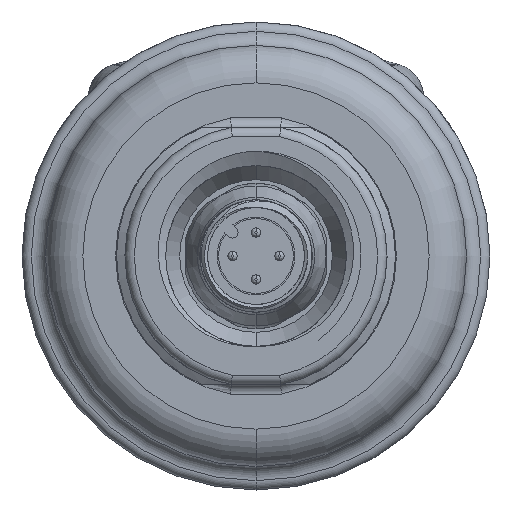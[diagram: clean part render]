
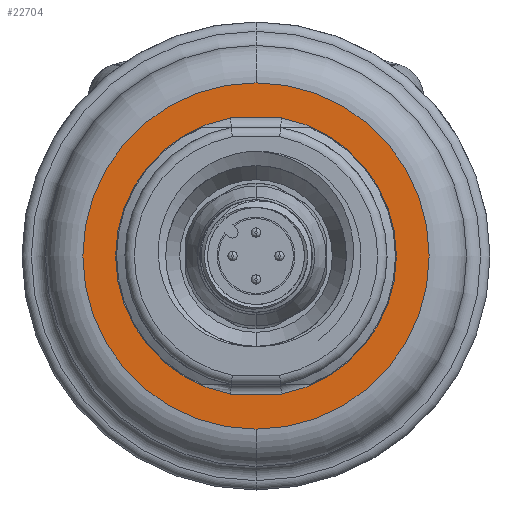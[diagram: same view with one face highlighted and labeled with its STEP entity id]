
A CAD part, front view. The second image highlights one B-rep face of the part: STEP entity #22704.
In plain terms, the highlighted planar face has unit normal (0, -1, 0).
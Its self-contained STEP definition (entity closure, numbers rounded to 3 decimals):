
#3854=CARTESIAN_POINT('',(0.,-3.,0.));
#3855=DIRECTION('',(0.,-1.,0.));
#3856=DIRECTION('',(0.,0.,-1.));
#3857=AXIS2_PLACEMENT_3D('',#3854,#3855,#3856);
#3859=CARTESIAN_POINT('',(0.,-3.,0.));
#3860=DIRECTION('',(0.,-1.,0.));
#3861=DIRECTION('',(0.,0.,1.));
#3862=AXIS2_PLACEMENT_3D('',#3859,#3860,#3861);
#3864=CARTESIAN_POINT('',(0.,-3.,0.));
#3865=DIRECTION('',(0.,-1.,0.));
#3866=DIRECTION('',(-0.182,0.,0.983));
#3867=AXIS2_PLACEMENT_3D('',#3864,#3865,#3866);
#3869=DIRECTION('',(1.,0.,0.));
#3870=VECTOR('',#3869,5.454);
#3871=CARTESIAN_POINT('',(-2.727,-3.,-14.75));
#3872=LINE('',#3871,#3870);
#3873=CARTESIAN_POINT('',(0.,-3.,0.));
#3874=DIRECTION('',(0.,-1.,0.));
#3875=DIRECTION('',(0.182,0.,-0.983));
#3876=AXIS2_PLACEMENT_3D('',#3873,#3874,#3875);
#3878=DIRECTION('',(-1.,0.,0.));
#3879=VECTOR('',#3878,5.454);
#3880=CARTESIAN_POINT('',(2.727,-3.,14.75));
#3881=LINE('',#3880,#3879);
#19268=CARTESIAN_POINT('',(-2.727,-3.,14.75));
#19269=CARTESIAN_POINT('',(-2.727,-3.,-14.75));
#19270=VERTEX_POINT('',#19268);
#19271=VERTEX_POINT('',#19269);
#19276=CARTESIAN_POINT('',(2.727,-3.,-14.75));
#19277=CARTESIAN_POINT('',(2.727,-3.,14.75));
#19278=VERTEX_POINT('',#19276);
#19279=VERTEX_POINT('',#19277);
#19528=CARTESIAN_POINT('',(0.,-3.,-18.5));
#19529=CARTESIAN_POINT('',(0.,-3.,18.5));
#19530=VERTEX_POINT('',#19528);
#19531=VERTEX_POINT('',#19529);
#22684=CARTESIAN_POINT('',(0.,-3.,0.));
#22685=DIRECTION('',(0.,-1.,0.));
#22686=DIRECTION('',(0.,0.,1.));
#22687=AXIS2_PLACEMENT_3D('',#22684,#22685,#22686);
#22688=PLANE('',#22687);
#22690=ORIENTED_EDGE('',*,*,#22689,.F.);
#22692=ORIENTED_EDGE('',*,*,#22691,.F.);
#22693=EDGE_LOOP('',(#22690,#22692));
#22694=FACE_OUTER_BOUND('',#22693,.F.);
#22695=ORIENTED_EDGE('',*,*,#22674,.T.);
#22697=ORIENTED_EDGE('',*,*,#22696,.T.);
#22699=ORIENTED_EDGE('',*,*,#22698,.T.);
#22701=ORIENTED_EDGE('',*,*,#22700,.T.);
#22702=EDGE_LOOP('',(#22695,#22697,#22699,#22701));
#22703=FACE_BOUND('',#22702,.F.);
#22704=ADVANCED_FACE('',(#22694,#22703),#22688,.T.);
#3858=CIRCLE('',#3857,18.5);
#3863=CIRCLE('',#3862,18.5);
#3868=CIRCLE('',#3867,15.);
#3877=CIRCLE('',#3876,15.);
#22674=EDGE_CURVE('',#19270,#19271,#3868,.T.);
#22689=EDGE_CURVE('',#19530,#19531,#3858,.T.);
#22691=EDGE_CURVE('',#19531,#19530,#3863,.T.);
#22696=EDGE_CURVE('',#19271,#19278,#3872,.T.);
#22698=EDGE_CURVE('',#19278,#19279,#3877,.T.);
#22700=EDGE_CURVE('',#19279,#19270,#3881,.T.);
